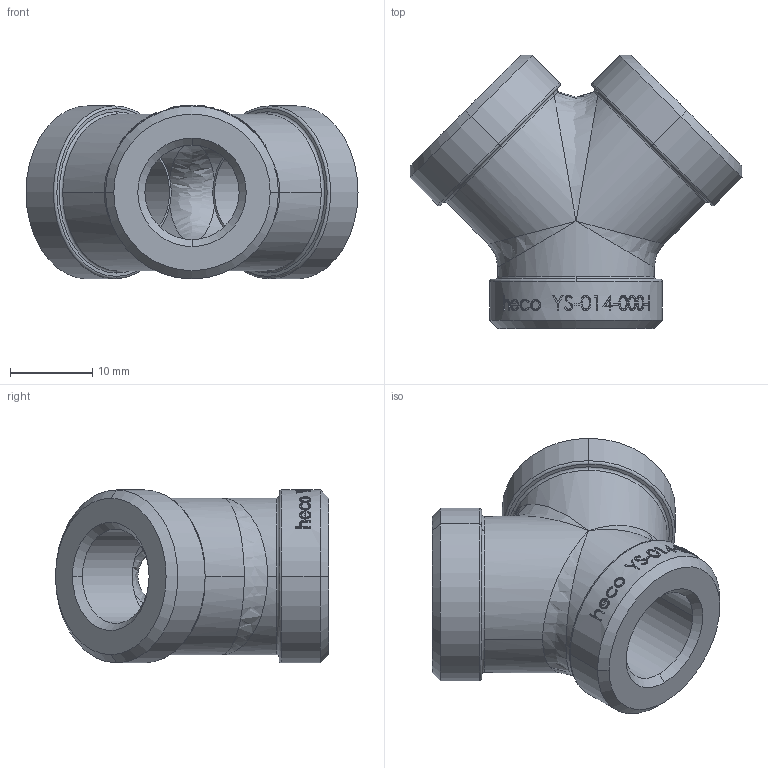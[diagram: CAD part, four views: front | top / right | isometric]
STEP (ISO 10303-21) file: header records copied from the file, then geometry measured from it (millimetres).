
FILE_DESCRIPTION (( 'STEP AP214' ), '1' );
FILE_NAME ('heco_YS-014-000-I.STEP', '2016-09-20T07:43:04', ( '' ), ( '' ), 'SwSTEP 2.0', 'SolidWorks 2016', '' );
FILE_SCHEMA (( 'AUTOMOTIVE_DESIGN' ));
Length unit declared in the file: millimetre
Products named in the file (1): heco_YS-014-000-I
Bounding box: 40.31 x 33.15 x 21.1 mm (x, y, z)
Volume: 8429.3 mm3; surface area: 4818.7 mm2
Topology: 1 solids, 1 shells, 235 faces, 601 edges, 384 vertices
Faces by surface type: bspline 106, plane 56, cylinder 47, torus 14, cone 12
Entity records: 19074 total; most frequent: CARTESIAN_POINT 12495, ORIENTED_EDGE 1178, DIRECTION 647, EDGE_CURVE 589, VERTEX_POINT 384, B_SPLINE_CURVE_WITH_KNOTS 340, AXIS2_PLACEMENT_3D 268, EDGE_LOOP 267
